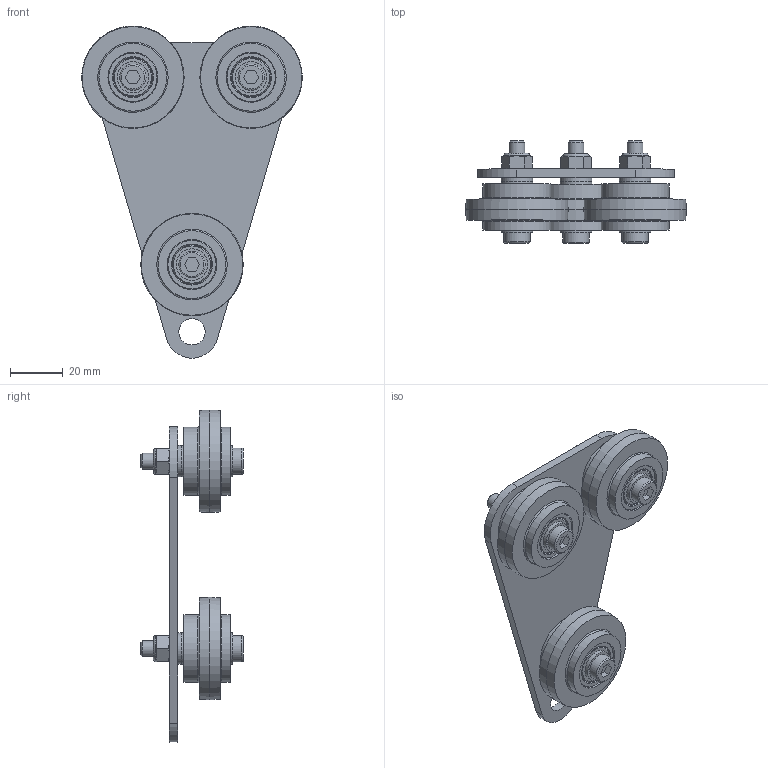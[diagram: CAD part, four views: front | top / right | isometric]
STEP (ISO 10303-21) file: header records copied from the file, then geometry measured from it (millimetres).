
FILE_DESCRIPTION(/* description */ (''),/* implementation_level */ '2;1');
FILE_NAME(/* name */ '71-100-1.stp',/* time_stamp */ '2021-04-19T14:21:01-04:00',/* author */ ('jmurphy'),/* organization */ (''),/* preprocessor_version */ 'ST-DEVELOPER v18.1',/* originating_system */ 'AutoCAD Mechanical',/* authorisation */ '');
FILE_SCHEMA (('AUTOMOTIVE_DESIGN { 1 0 10303 214 3 1 1 }'));
Length unit declared in the file: millimetre
Products named in the file (2): Product; ACADMENU
Assembly tree (18 placements, depth 2):
  Product
    ACADMENU  x18
Bounding box: 84 x 39 x 126.36 mm (x, y, z)
Volume: 60459.8 mm3; surface area: 45308.5 mm2
Topology: 49 solids, 49 shells, 447 faces, 1117 edges, 792 vertices
Faces by surface type: plane 161, cone 135, cylinder 121, torus 30
Full cylindrical faces by diameter (mm): 4.8 x3, 5.076 x3, 6 x12, 6.3 x3, 6.5 x9, 6.538 x3, 10 x28, 12 x12, 12.7 x3, 15 x24, 19 x12, 25.8 x6
Entity records: 14226 total; most frequent: DIRECTION 2723, CARTESIAN_POINT 2520, ORIENTED_EDGE 2234, AXIS2_PLACEMENT_3D 1211, EDGE_CURVE 1117, VERTEX_POINT 792, CIRCLE 744, EDGE_LOOP 569
